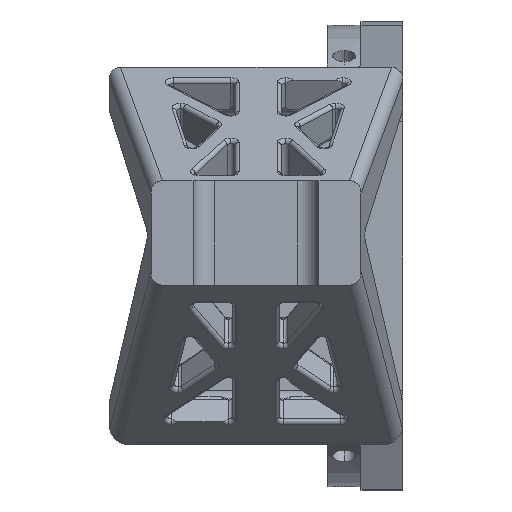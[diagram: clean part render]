
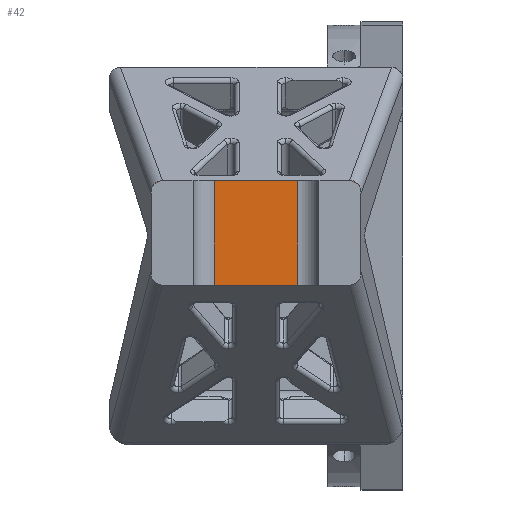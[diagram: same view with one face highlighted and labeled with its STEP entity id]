
A CAD part, left-side view. The second image highlights one B-rep face of the part: STEP entity #42.
In plain terms, the highlighted planar face has unit normal (-1, 0, 0).
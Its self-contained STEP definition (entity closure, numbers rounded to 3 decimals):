
#42 = ADVANCED_FACE ( 'NONE', ( #23267 ), #2948, .F. ) ;
#89 = CARTESIAN_POINT ( 'NONE',  ( -269., 65.577, 18.01 ) ) ;
#101 = CARTESIAN_POINT ( 'NONE',  ( -269., 97.902, 15.76 ) ) ;
#571 = EDGE_CURVE ( 'NONE', #13346, #27789, #12554, .T. ) ;
#640 = CARTESIAN_POINT ( 'NONE',  ( -269., 95.27, 18.01 ) ) ;
#1247 = DIRECTION ( 'NONE',  ( 0., 0., 1. ) ) ;
#1287 = VERTEX_POINT ( 'NONE', #20576 ) ;
#1768 = LINE ( 'NONE', #19867, #25645 ) ;
#2547 = CARTESIAN_POINT ( 'NONE',  ( -269., 48.098, 15.76 ) ) ;
#2948 = PLANE ( 'NONE',  #22477 ) ;
#3235 = CARTESIAN_POINT ( 'NONE',  ( -269., 63., -7. ) ) ;
#3814 = DIRECTION ( 'NONE',  ( 0., 1., 0. ) ) ;
#5371 = CARTESIAN_POINT ( 'NONE',  ( -269., 48.428, 17.16 ) ) ;
#5479 = CARTESIAN_POINT ( 'NONE',  ( -269., 63., -7. ) ) ;
#5816 = VERTEX_POINT ( 'NONE', #14192 ) ;
#5834 = B_SPLINE_CURVE_WITH_KNOTS ( 'NONE', 3,
 ( #3235, #9928, #18971, #7720 ),
 .UNSPECIFIED., .F., .F.,
 ( 4, 4 ),
 ( 0.3, 0.7 ),
 .UNSPECIFIED. ) ;
#6501 = VECTOR ( 'NONE', #16170, 1000. ) ;
#7061 = VERTEX_POINT ( 'NONE', #17602 ) ;
#7563 = DIRECTION ( 'NONE',  ( 0., 0., 1. ) ) ;
#7720 = CARTESIAN_POINT ( 'NONE',  ( -269., 83., -7. ) ) ;
#7801 = ORIENTED_EDGE ( 'NONE', *, *, #19261, .F. ) ;
#7971 = ORIENTED_EDGE ( 'NONE', *, *, #23709, .F. ) ;
#9308 = CARTESIAN_POINT ( 'NONE',  ( -269., 95.27, 18.01 ) ) ;
#9576 = ORIENTED_EDGE ( 'NONE', *, *, #13588, .F. ) ;
#9722 = ORIENTED_EDGE ( 'NONE', *, *, #11148, .F. ) ;
#9731 =( BOUNDED_CURVE ( )  B_SPLINE_CURVE ( 3, ( #20210, #18571, #5371, #2547 ),
 .UNSPECIFIED., .F., .F. ) 
 B_SPLINE_CURVE_WITH_KNOTS ( ( 4, 4 ),
 ( 2.839, 4.045 ),
 .UNSPECIFIED. ) 
 CURVE ( )  GEOMETRIC_REPRESENTATION_ITEM ( )  RATIONAL_B_SPLINE_CURVE ( ( 1., 0.882, 0.882, 1. ) ) 
 REPRESENTATION_ITEM ( '' )  );
#9788 = DIRECTION ( 'NONE',  ( -1., 0., 0. ) ) ;
#9928 = CARTESIAN_POINT ( 'NONE',  ( -269., 69.667, -7. ) ) ;
#10203 = EDGE_CURVE ( 'NONE', #10549, #7061, #24666, .T. ) ;
#10223 = CARTESIAN_POINT ( 'NONE',  ( -269., 63., 18. ) ) ;
#10549 = VERTEX_POINT ( 'NONE', #640 ) ;
#11148 = EDGE_CURVE ( 'NONE', #13096, #12357, #19386, .T. ) ;
#12009 = DIRECTION ( 'NONE',  ( 0., 0., 1. ) ) ;
#12337 = EDGE_CURVE ( 'NONE', #21494, #13346, #5834, .T. ) ;
#12357 = VERTEX_POINT ( 'NONE', #10223 ) ;
#12542 = VECTOR ( 'NONE', #3814, 1000. ) ;
#12554 = LINE ( 'NONE', #21585, #22830 ) ;
#12585 =( BOUNDED_CURVE ( )  B_SPLINE_CURVE ( 3, ( #101, #23234, #15975, #9308 ),
 .UNSPECIFIED., .F., .F. ) 
 B_SPLINE_CURVE_WITH_KNOTS ( ( 4, 4 ),
 ( 2.238, 3.444 ),
 .UNSPECIFIED. ) 
 CURVE ( )  GEOMETRIC_REPRESENTATION_ITEM ( )  RATIONAL_B_SPLINE_CURVE ( ( 1., 0.882, 0.882, 1. ) ) 
 REPRESENTATION_ITEM ( '' )  );
#13096 = VERTEX_POINT ( 'NONE', #23785 ) ;
#13206 = CARTESIAN_POINT ( 'NONE',  ( -269., 48.098, 15.76 ) ) ;
#13346 = VERTEX_POINT ( 'NONE', #24672 ) ;
#13380 = CIRCLE ( 'NONE', #20955, 3. ) ;
#13588 = EDGE_CURVE ( 'NONE', #12357, #21494, #20042, .T. ) ;
#14192 = CARTESIAN_POINT ( 'NONE',  ( -269., 97.902, 15.76 ) ) ;
#14346 = CIRCLE ( 'NONE', #15772, 3. ) ;
#14448 = ORIENTED_EDGE ( 'NONE', *, *, #12337, .F. ) ;
#15711 = ORIENTED_EDGE ( 'NONE', *, *, #16391, .T. ) ;
#15772 = AXIS2_PLACEMENT_3D ( 'NONE', #25495, #23847, #12009 ) ;
#15975 = CARTESIAN_POINT ( 'NONE',  ( -269., 96.578, 18.01 ) ) ;
#16140 = EDGE_LOOP ( 'NONE', ( #14448, #9576, #9722, #28780, #7971, #21879, #26469, #7801, #15711, #17366 ) ) ;
#16170 = DIRECTION ( 'NONE',  ( 0., 0., -1. ) ) ;
#16391 = EDGE_CURVE ( 'NONE', #1287, #27789, #1768, .T. ) ;
#17366 = ORIENTED_EDGE ( 'NONE', *, *, #571, .F. ) ;
#17602 = CARTESIAN_POINT ( 'NONE',  ( -269., 50.73, 18.01 ) ) ;
#17797 = EDGE_CURVE ( 'NONE', #5816, #10549, #12585, .T. ) ;
#18373 = DIRECTION ( 'NONE',  ( 1., 0., 0. ) ) ;
#18522 = DIRECTION ( 'NONE',  ( 0., 0., -1. ) ) ;
#18571 = CARTESIAN_POINT ( 'NONE',  ( -269., 49.422, 18.01 ) ) ;
#18573 = EDGE_CURVE ( 'NONE', #20169, #13096, #13380, .T. ) ;
#18971 = CARTESIAN_POINT ( 'NONE',  ( -269., 76.333, -7. ) ) ;
#19139 = CARTESIAN_POINT ( 'NONE',  ( -269., 83., 18. ) ) ;
#19261 = EDGE_CURVE ( 'NONE', #1287, #5816, #14346, .T. ) ;
#19386 = LINE ( 'NONE', #19826, #12542 ) ;
#19826 = CARTESIAN_POINT ( 'NONE',  ( -269., 56., 18. ) ) ;
#19867 = CARTESIAN_POINT ( 'NONE',  ( -269., 56., 18. ) ) ;
#20042 = LINE ( 'NONE', #20627, #6501 ) ;
#20169 = VERTEX_POINT ( 'NONE', #13206 ) ;
#20210 = CARTESIAN_POINT ( 'NONE',  ( -269., 50.73, 18.01 ) ) ;
#20412 = CARTESIAN_POINT ( 'NONE',  ( -269., 80.423, 18.01 ) ) ;
#20576 = CARTESIAN_POINT ( 'NONE',  ( -269., 95., 18. ) ) ;
#20627 = CARTESIAN_POINT ( 'NONE',  ( -269., 63., -7. ) ) ;
#20896 = CARTESIAN_POINT ( 'NONE',  ( -269., 56., 0. ) ) ;
#20955 = AXIS2_PLACEMENT_3D ( 'NONE', #21187, #9788, #7563 ) ;
#21187 = CARTESIAN_POINT ( 'NONE',  ( -269., 51., 15. ) ) ;
#21494 = VERTEX_POINT ( 'NONE', #5479 ) ;
#21585 = CARTESIAN_POINT ( 'NONE',  ( -269., 83., 0. ) ) ;
#21879 = ORIENTED_EDGE ( 'NONE', *, *, #10203, .F. ) ;
#22477 = AXIS2_PLACEMENT_3D ( 'NONE', #20896, #18373, #18522 ) ;
#22830 = VECTOR ( 'NONE', #1247, 1000. ) ;
#23234 = CARTESIAN_POINT ( 'NONE',  ( -269., 97.572, 17.16 ) ) ;
#23267 = FACE_OUTER_BOUND ( 'NONE', #16140, .T. ) ;
#23709 = EDGE_CURVE ( 'NONE', #7061, #20169, #9731, .T. ) ;
#23785 = CARTESIAN_POINT ( 'NONE',  ( -269., 51., 18. ) ) ;
#23847 = DIRECTION ( 'NONE',  ( -1., 0., 0. ) ) ;
#24572 = CARTESIAN_POINT ( 'NONE',  ( -269., 95.27, 18.01 ) ) ;
#24666 = B_SPLINE_CURVE_WITH_KNOTS ( 'NONE', 3,
 ( #24572, #20412, #89, #24877 ),
 .UNSPECIFIED., .F., .F.,
 ( 4, 4 ),
 ( 0.055, 0.945 ),
 .UNSPECIFIED. ) ;
#24672 = CARTESIAN_POINT ( 'NONE',  ( -269., 83., -7. ) ) ;
#24877 = CARTESIAN_POINT ( 'NONE',  ( -269., 50.73, 18.01 ) ) ;
#24918 = DIRECTION ( 'NONE',  ( 0., -1., 0. ) ) ;
#25495 = CARTESIAN_POINT ( 'NONE',  ( -269., 95., 15. ) ) ;
#25645 = VECTOR ( 'NONE', #24918, 1000. ) ;
#26469 = ORIENTED_EDGE ( 'NONE', *, *, #17797, .F. ) ;
#27789 = VERTEX_POINT ( 'NONE', #19139 ) ;
#28780 = ORIENTED_EDGE ( 'NONE', *, *, #18573, .F. ) ;
